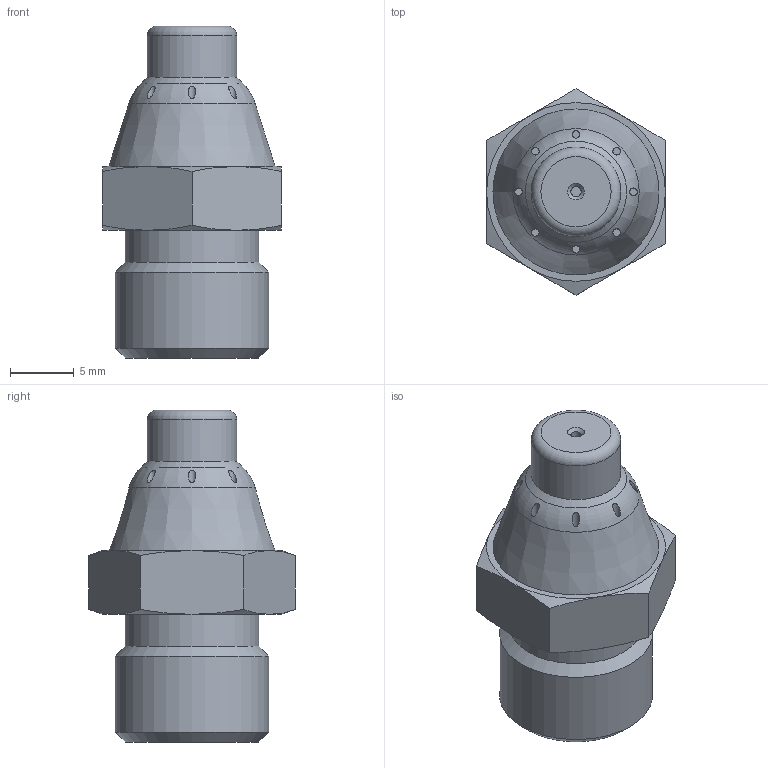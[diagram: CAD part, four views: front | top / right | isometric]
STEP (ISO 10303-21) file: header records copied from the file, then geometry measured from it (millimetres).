
FILE_DESCRIPTION(/* description */ ('STEP AP214'),/* implementation_level */ '2;1');
FILE_NAME(/* name */ '184321_LPZ-SD',/* time_stamp */ '2024-08-29T13:23:38+02:00',/* author */ ('License CC BY-ND 4.0'),/* organization */ ('CADENAS'),/* preprocessor_version */ 'ST-DEVELOPER v19.3',/* originating_system */ 'PARTsolutions',/* authorisation */ ' ');
FILE_SCHEMA (('AUTOMOTIVE_DESIGN {1 0 10303 214 3 1 1}'));
Length unit declared in the file: millimetre
Products named in the file (1): 184321 LPZ-SD
Bounding box: 14 x 16.17 x 26 mm (x, y, z)
Volume: 2230.1 mm3; surface area: 1602.3 mm2
Topology: 1 solids, 1 shells, 52 faces, 104 edges, 65 vertices
Faces by surface type: plane 20, cone 17, cylinder 13, torus 2
Full cylindrical faces by diameter (mm): 0.6 x8, 0.8 x1, 6 x1, 7 x1, 10.466 x1, 12 x1
Entity records: 1304 total; most frequent: CARTESIAN_POINT 367, DIRECTION 184, ORIENTED_EDGE 148, AXIS2_PLACEMENT_3D 89, EDGE_LOOP 84, FACE_BOUND 84, EDGE_CURVE 74, VERTEX_POINT 56
